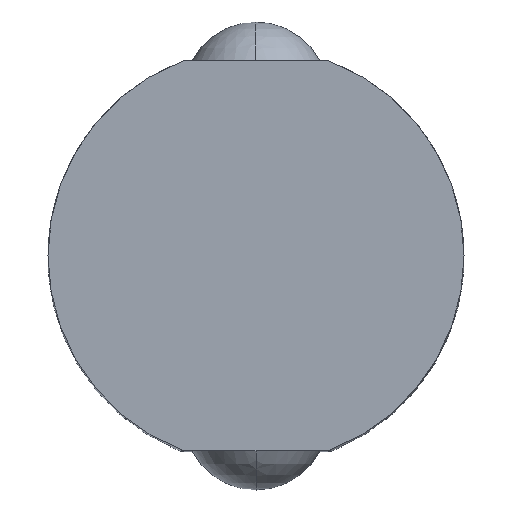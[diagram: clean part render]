
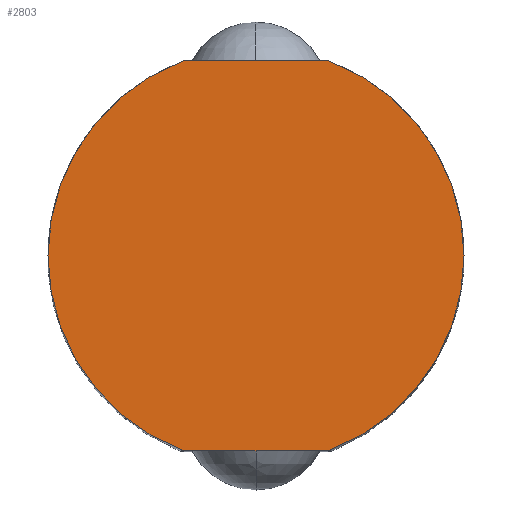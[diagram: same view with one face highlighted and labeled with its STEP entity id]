
A CAD part, top view. The second image highlights one B-rep face of the part: STEP entity #2803.
In plain terms, the highlighted planar face has unit normal (0, 0, 1).
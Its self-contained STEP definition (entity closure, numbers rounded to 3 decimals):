
#1507=VERTEX_POINT('',#3740);
#1651=VERTEX_POINT('',#3895);
#1831=EDGE_CURVE('',#2515,#2213,#4090,.T.);
#1987=EDGE_CURVE('',#1651,#1507,#4261,.T.);
#2213=VERTEX_POINT('',#4505);
#2327=EDGE_CURVE('',#1507,#2515,#4630,.T.);
#2515=VERTEX_POINT('',#4837);
#2799=EDGE_CURVE('',#2213,#1651,#5147,.T.);
#2803=ADVANCED_FACE('',(#5151),#5152,.T.);
#3740=CARTESIAN_POINT('',(-2.784,7.5,35.0));
#3895=CARTESIAN_POINT('',(2.784,7.5,35.0));
#4090=LINE('',#7038,#7039);
#4261=LINE('',#7318,#7319);
#4505=CARTESIAN_POINT('',(2.784,-7.5,35.0));
#4630=CIRCLE('',#7958,8.0);
#4837=CARTESIAN_POINT('',(-2.784,-7.5,35.0));
#5147=CIRCLE('',#8803,8.0);
#5151=FACE_OUTER_BOUND('',#8807,.T.);
#5152=PLANE('',#8808);
#7038=CARTESIAN_POINT('',(1.392,-7.5,35.0));
#7039=VECTOR('',#10459,1.0);
#7318=CARTESIAN_POINT('',(-1.392,7.5,35.0));
#7319=VECTOR('',#10634,1.0);
#7958=AXIS2_PLACEMENT_3D('',#10977,#10978,#10979);
#8803=AXIS2_PLACEMENT_3D('',#11581,#11582,#11583);
#8807=EDGE_LOOP('',(#11585,#11586,#11587,#11588));
#8808=AXIS2_PLACEMENT_3D('',#11589,#11590,#11591);
#10459=DIRECTION('',(1.0,0.0,0.));
#10634=DIRECTION('',(-1.0,0.0,0.));
#10977=CARTESIAN_POINT('',(0.,0.,35.0));
#10978=DIRECTION('',(0.,0.,1.0));
#10979=DIRECTION('',(0.,1.0,0.));
#11581=CARTESIAN_POINT('',(0.,0.,35.0));
#11582=DIRECTION('',(0.,0.,1.0));
#11583=DIRECTION('',(0.,1.0,0.));
#11585=ORIENTED_EDGE('',*,*,#2327,.T.);
#11586=ORIENTED_EDGE('',*,*,#1831,.T.);
#11587=ORIENTED_EDGE('',*,*,#2799,.T.);
#11588=ORIENTED_EDGE('',*,*,#1987,.T.);
#11589=CARTESIAN_POINT('',(0.,4.0,35.0));
#11590=DIRECTION('',(0.,0.,1.0));
#11591=DIRECTION('',(0.,1.0,0.0));
